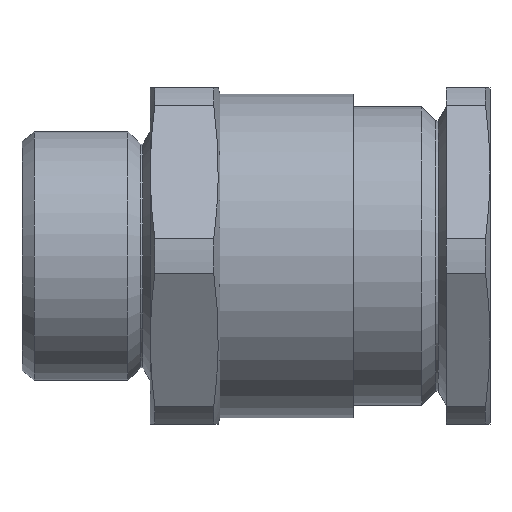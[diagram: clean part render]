
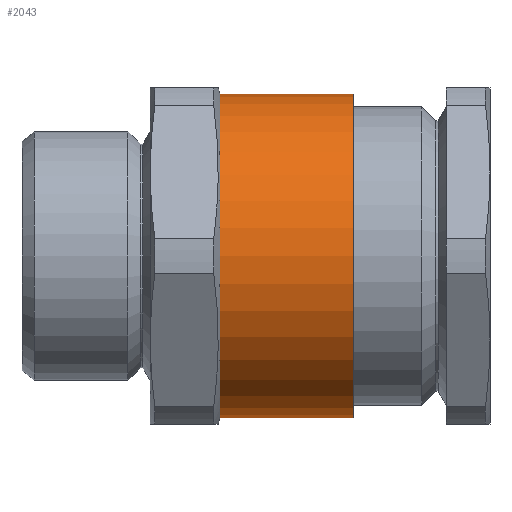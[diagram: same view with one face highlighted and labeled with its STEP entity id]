
A CAD part, front view. The second image highlights one B-rep face of the part: STEP entity #2043.
In plain terms, the highlighted cylindrical face has radius 13 mm (diameter 26 mm), a partial arc.
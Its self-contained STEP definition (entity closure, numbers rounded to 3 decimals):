
#97 = DIRECTION ( 'NONE',  ( 1., 0., 0. ) ) ;
#205 = CARTESIAN_POINT ( 'NONE',  ( 15.9, 0., 0. ) ) ;
#360 = LINE ( 'NONE', #2535, #851 ) ;
#441 = DIRECTION ( 'NONE',  ( 1., 0., 0. ) ) ;
#508 = EDGE_CURVE ( 'NONE', #2730, #1342, #360, .T. ) ;
#532 = CIRCLE ( 'NONE', #1176, 13. ) ;
#576 = ORIENTED_EDGE ( 'NONE', *, *, #1762, .F. ) ;
#705 = AXIS2_PLACEMENT_3D ( 'NONE', #205, #441, #2413 ) ;
#713 = LINE ( 'NONE', #2858, #750 ) ;
#750 = VECTOR ( 'NONE', #2162, 1000. ) ;
#762 = DIRECTION ( 'NONE',  ( 0., 0., -1. ) ) ;
#837 = EDGE_CURVE ( 'NONE', #1551, #2730, #1657, .T. ) ;
#851 = VECTOR ( 'NONE', #2820, 1000. ) ;
#1124 = CARTESIAN_POINT ( 'NONE',  ( 15.9, 0., 13. ) ) ;
#1176 = AXIS2_PLACEMENT_3D ( 'NONE', #2298, #1647, #1435 ) ;
#1342 = VERTEX_POINT ( 'NONE', #2425 ) ;
#1392 = EDGE_CURVE ( 'NONE', #1551, #2408, #713, .T. ) ;
#1435 = DIRECTION ( 'NONE',  ( 0., 0., -1. ) ) ;
#1551 = VERTEX_POINT ( 'NONE', #1124 ) ;
#1647 = DIRECTION ( 'NONE',  ( 1., 0., 0. ) ) ;
#1657 = CIRCLE ( 'NONE', #705, 13. ) ;
#1681 = CYLINDRICAL_SURFACE ( 'NONE', #2372, 13. ) ;
#1703 = ORIENTED_EDGE ( 'NONE', *, *, #1392, .F. ) ;
#1716 = FACE_OUTER_BOUND ( 'NONE', #2400, .T. ) ;
#1762 = EDGE_CURVE ( 'NONE', #2408, #1342, #532, .T. ) ;
#1950 = CARTESIAN_POINT ( 'NONE',  ( 15.9, 0., -13. ) ) ;
#2043 = ADVANCED_FACE ( 'NONE', ( #1716 ), #1681, .T. ) ;
#2162 = DIRECTION ( 'NONE',  ( 1., 0., 0. ) ) ;
#2233 = ORIENTED_EDGE ( 'NONE', *, *, #508, .T. ) ;
#2298 = CARTESIAN_POINT ( 'NONE',  ( 26.6, 0., 0. ) ) ;
#2372 = AXIS2_PLACEMENT_3D ( 'NONE', #2551, #97, #762 ) ;
#2400 = EDGE_LOOP ( 'NONE', ( #1703, #2629, #2233, #576 ) ) ;
#2408 = VERTEX_POINT ( 'NONE', #2436 ) ;
#2413 = DIRECTION ( 'NONE',  ( 0., 0., -1. ) ) ;
#2425 = CARTESIAN_POINT ( 'NONE',  ( 26.6, 0., -13. ) ) ;
#2436 = CARTESIAN_POINT ( 'NONE',  ( 26.6, 0., 13. ) ) ;
#2535 = CARTESIAN_POINT ( 'NONE',  ( 26.6, 0., -13. ) ) ;
#2551 = CARTESIAN_POINT ( 'NONE',  ( 26.6, 0., 0. ) ) ;
#2629 = ORIENTED_EDGE ( 'NONE', *, *, #837, .T. ) ;
#2730 = VERTEX_POINT ( 'NONE', #1950 ) ;
#2820 = DIRECTION ( 'NONE',  ( 1., 0., 0. ) ) ;
#2858 = CARTESIAN_POINT ( 'NONE',  ( 26.6, 0., 13. ) ) ;
